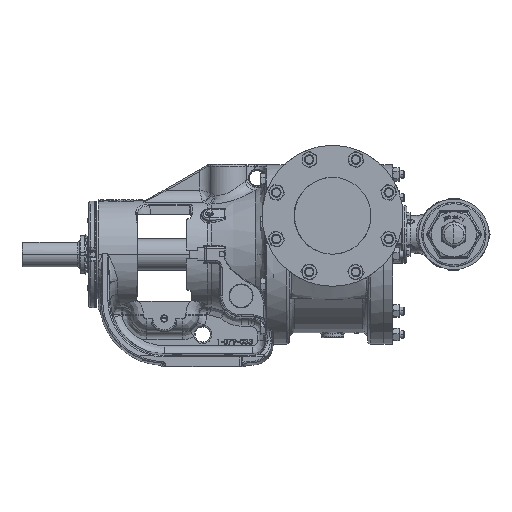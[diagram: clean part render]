
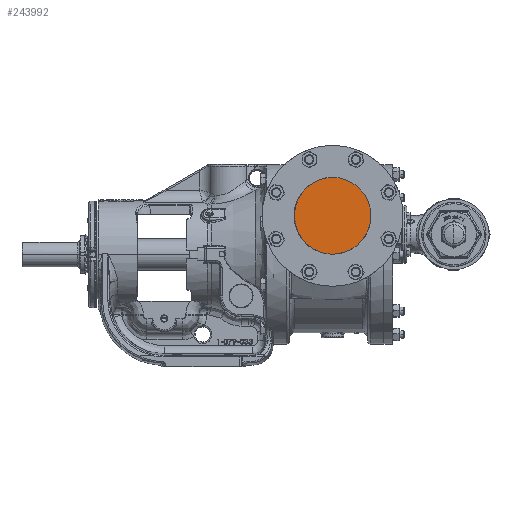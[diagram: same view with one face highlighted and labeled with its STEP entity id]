
A CAD part, top view. The second image highlights one B-rep face of the part: STEP entity #243992.
In plain terms, the highlighted planar face has unit normal (0, 0, 1).
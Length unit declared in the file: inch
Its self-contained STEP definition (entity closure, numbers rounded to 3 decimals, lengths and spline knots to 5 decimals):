
#7007 = CARTESIAN_POINT ( 'NONE',  ( 7.64, 2.89681, 8.75 ) ) ;
#12044 = CARTESIAN_POINT ( 'NONE',  ( 7.63277, 2.7903, 8.75 ) ) ;
#13042 = VERTEX_POINT ( 'NONE', #271612 ) ;
#13047 = CARTESIAN_POINT ( 'NONE',  ( 2.63269, 0.77083, 8.75 ) ) ;
#14452 = CARTESIAN_POINT ( 'NONE',  ( 2.64607, 0.75855, 8.75 ) ) ;
#15969 = CARTESIAN_POINT ( 'NONE',  ( 1.90857, 1.77038, 8.75 ) ) ;
#17781 = DIRECTION ( 'NONE',  ( 0., 0., 1. ) ) ;
#28305 = CARTESIAN_POINT ( 'NONE',  ( 2.63469, 5.23107, 8.75 ) ) ;
#45767 = CARTESIAN_POINT ( 'NONE',  ( 2.63554, 0.76817, 8.75 ) ) ;
#47152 = CARTESIAN_POINT ( 'NONE',  ( 2.64961, 0.75537, 8.75 ) ) ;
#48698 = CARTESIAN_POINT ( 'NONE',  ( 2.48225, 0.91352, 8.75 ) ) ;
#50317 = ORIENTED_EDGE ( 'NONE', *, *, #297126, .T. ) ;
#56963 = CARTESIAN_POINT ( 'NONE',  ( 4.64, 3., 8.75 ) ) ;
#58161 = FACE_OUTER_BOUND ( 'NONE', #257087, .T. ) ;
#63598 = VERTEX_POINT ( 'NONE', #119351 ) ;
#75301 = CIRCLE ( 'NONE', #140453, 3. ) ;
#76255 = CARTESIAN_POINT ( 'NONE',  ( 7.64, 3., 8.75 ) ) ;
#78621 = EDGE_CURVE ( 'NONE', #96287, #108133, #75301, .T. ) ;
#78626 = CARTESIAN_POINT ( 'NONE',  ( 2.63744, 0.76641, 8.75 ) ) ;
#84546 = VERTEX_POINT ( 'NONE', #375432 ) ;
#89780 = DIRECTION ( 'NONE',  ( 1., 0., 0. ) ) ;
#96287 = VERTEX_POINT ( 'NONE', #334339 ) ;
#105232 = DIRECTION ( 'NONE',  ( 0., 0., 1. ) ) ;
#108133 = VERTEX_POINT ( 'NONE', #259328 ) ;
#111347 = CARTESIAN_POINT ( 'NONE',  ( 2.63935, 0.76465, 8.75 ) ) ;
#112807 = DIRECTION ( 'NONE',  ( 0., 0., 1. ) ) ;
#112857 = CARTESIAN_POINT ( 'NONE',  ( 2.63469, 5.23107, 8.75 ) ) ;
#119351 = CARTESIAN_POINT ( 'NONE',  ( 7.63659, 2.83903, 8.75 ) ) ;
#122264 = EDGE_CURVE ( 'NONE', #289326, #277268, #228492, .T. ) ;
#125231 = CARTESIAN_POINT ( 'NONE',  ( 2.64181, 5.23769, 8.75 ) ) ;
#125504 = CARTESIAN_POINT ( 'NONE',  ( 4.64, 3., 8.75 ) ) ;
#128182 = CIRCLE ( 'NONE', #272518, 3. ) ;
#129609 = CARTESIAN_POINT ( 'NONE',  ( 7.63086, 2.76594, 8.75 ) ) ;
#136277 = B_SPLINE_CURVE_WITH_KNOTS ( 'NONE', 3,
 ( #402898, #175529, #13047, #240831, #45767, #273302, #78626, #306042, #111347, #338767, #144190, #371561, #176941, #404306, #209595, #14452, #242239, #47152, #274711 ),
 .UNSPECIFIED., .F., .F.,
 ( 4, 3, 3, 3, 3, 3, 4 ),
 ( 0., 0.0002, 0.0003, 0.0004, 0.00049, 0.00059, 0.00077 ),
 .UNSPECIFIED. ) ;
#140453 = AXIS2_PLACEMENT_3D ( 'NONE', #212924, #17781, #245546 ) ;
#144190 = CARTESIAN_POINT ( 'NONE',  ( 2.64126, 0.7629, 8.75 ) ) ;
#145224 = ORIENTED_EDGE ( 'NONE', *, *, #395661, .T. ) ;
#145714 = CARTESIAN_POINT ( 'NONE',  ( 2.21414, 4.77652, 8.75 ) ) ;
#147379 = CARTESIAN_POINT ( 'NONE',  ( 7.63086, 2.76594, 8.75 ) ) ;
#150299 = EDGE_CURVE ( 'NONE', #63598, #13042, #151754, .T. ) ;
#151754 = B_SPLINE_CURVE_WITH_KNOTS ( 'NONE', 3,
 ( #396854, #202217, #7007, #234774 ),
 .UNSPECIFIED., .F., .F.,
 ( 4, 4 ),
 ( 0., 1. ),
 .UNSPECIFIED. ) ;
#156561 = CARTESIAN_POINT ( 'NONE',  ( 2.62892, 0.77439, 8.75 ) ) ;
#158356 = DIRECTION ( 'NONE',  ( 0., -1., 0. ) ) ;
#163023 = EDGE_CURVE ( 'NONE', #108133, #232664, #128182, .T. ) ;
#165889 = AXIS2_PLACEMENT_3D ( 'NONE', #299917, #105232, #332643 ) ;
#166027 = EDGE_CURVE ( 'NONE', #360464, #333238, #136277, .T. ) ;
#169681 = ORIENTED_EDGE ( 'NONE', *, *, #166027, .T. ) ;
#175529 = CARTESIAN_POINT ( 'NONE',  ( 2.6308, 0.7726, 8.75 ) ) ;
#176941 = CARTESIAN_POINT ( 'NONE',  ( 2.64318, 0.76116, 8.75 ) ) ;
#178041 = ORIENTED_EDGE ( 'NONE', *, *, #321348, .T. ) ;
#178472 = CARTESIAN_POINT ( 'NONE',  ( 1.71892, 3.6282, 8.75 ) ) ;
#180120 = CARTESIAN_POINT ( 'NONE',  ( 7.63468, 2.81467, 8.75 ) ) ;
#190818 = CARTESIAN_POINT ( 'NONE',  ( 2.64544, 5.24092, 8.75 ) ) ;
#202217 = CARTESIAN_POINT ( 'NONE',  ( 7.63886, 2.86791, 8.75 ) ) ;
#209595 = CARTESIAN_POINT ( 'NONE',  ( 2.6451, 0.75942, 8.75 ) ) ;
#211125 = CARTESIAN_POINT ( 'NONE',  ( 1.71892, 2.3718, 8.75 ) ) ;
#212924 = CARTESIAN_POINT ( 'NONE',  ( 4.64, 3., 8.75 ) ) ;
#215142 = ORIENTED_EDGE ( 'NONE', *, *, #224408, .T. ) ;
#217957 = PLANE ( 'NONE',  #254027 ) ;
#223398 = CARTESIAN_POINT ( 'NONE',  ( 2.63823, 5.23441, 8.75 ) ) ;
#224408 = EDGE_CURVE ( 'NONE', #277268, #63598, #358415, .T. ) ;
#228492 = CIRCLE ( 'NONE', #390547, 3. ) ;
#232664 = VERTEX_POINT ( 'NONE', #250892 ) ;
#234774 = CARTESIAN_POINT ( 'NONE',  ( 7.64, 2.92575, 8.75 ) ) ;
#240831 = CARTESIAN_POINT ( 'NONE',  ( 2.63459, 0.76906, 8.75 ) ) ;
#242239 = CARTESIAN_POINT ( 'NONE',  ( 2.64783, 0.75696, 8.75 ) ) ;
#242370 = CARTESIAN_POINT ( 'NONE',  ( 2.48574, 5.09052, 8.75 ) ) ;
#243760 = CARTESIAN_POINT ( 'NONE',  ( 2.21283, 1.22582, 8.75 ) ) ;
#243992 = ADVANCED_FACE ( 'NONE', ( #58161 ), #217957, .T. ) ;
#245546 = DIRECTION ( 'NONE',  ( 0., -1., 0. ) ) ;
#248422 = CARTESIAN_POINT ( 'NONE',  ( 2.65139, 0.7538, 8.75 ) ) ;
#250892 = CARTESIAN_POINT ( 'NONE',  ( 2.64544, 5.24092, 8.75 ) ) ;
#254027 = AXIS2_PLACEMENT_3D ( 'NONE', #56963, #284492, #89780 ) ;
#257087 = EDGE_LOOP ( 'NONE', ( #169681, #257961, #409289, #215142, #271293, #145224, #362209, #270964, #50317, #178041 ) ) ;
#257961 = ORIENTED_EDGE ( 'NONE', *, *, #357031, .T. ) ;
#259328 = CARTESIAN_POINT ( 'NONE',  ( 4.64, 6., 8.75 ) ) ;
#270964 = ORIENTED_EDGE ( 'NONE', *, *, #163023, .T. ) ;
#271293 = ORIENTED_EDGE ( 'NONE', *, *, #150299, .T. ) ;
#271612 = CARTESIAN_POINT ( 'NONE',  ( 7.64, 2.92575, 8.75 ) ) ;
#272518 = AXIS2_PLACEMENT_3D ( 'NONE', #307492, #112807, #340264 ) ;
#273302 = CARTESIAN_POINT ( 'NONE',  ( 2.63649, 0.76729, 8.75 ) ) ;
#274711 = CARTESIAN_POINT ( 'NONE',  ( 2.65139, 0.7538, 8.75 ) ) ;
#276230 = CARTESIAN_POINT ( 'NONE',  ( 2.62892, 0.77439, 8.75 ) ) ;
#277268 = VERTEX_POINT ( 'NONE', #129609 ) ;
#284492 = DIRECTION ( 'NONE',  ( 0., 0., 1. ) ) ;
#288730 = CIRCLE ( 'NONE', #165889, 3. ) ;
#289326 = VERTEX_POINT ( 'NONE', #330682 ) ;
#297126 = EDGE_CURVE ( 'NONE', #232664, #84546, #345554, .T. ) ;
#299917 = CARTESIAN_POINT ( 'NONE',  ( 4.64, 3., 8.75 ) ) ;
#303665 = DIRECTION ( 'NONE',  ( 0., 1., 0. ) ) ;
#306042 = CARTESIAN_POINT ( 'NONE',  ( 2.63839, 0.76553, 8.75 ) ) ;
#307492 = CARTESIAN_POINT ( 'NONE',  ( 4.64, 3., 8.75 ) ) ;
#321348 = EDGE_CURVE ( 'NONE', #84546, #360464, #340373, .T. ) ;
#329853 = LINE ( 'NONE', #76255, #406332 ) ;
#330682 = CARTESIAN_POINT ( 'NONE',  ( 4.64, 0., 8.75 ) ) ;
#332643 = DIRECTION ( 'NONE',  ( 0., -1., 0. ) ) ;
#333238 = VERTEX_POINT ( 'NONE', #248422 ) ;
#334339 = CARTESIAN_POINT ( 'NONE',  ( 7.64, 3., 8.75 ) ) ;
#338767 = CARTESIAN_POINT ( 'NONE',  ( 2.6403, 0.76378, 8.75 ) ) ;
#340264 = DIRECTION ( 'NONE',  ( 0., -1., 0. ) ) ;
#340373 = B_SPLINE_CURVE_WITH_KNOTS ( 'NONE', 3,
 ( #112857, #242370, #145714, #373077, #178472, #405867, #211125, #15969, #243760, #48698, #276230 ),
 .UNSPECIFIED., .F., .F.,
 ( 4, 1, 1, 1, 1, 1, 1, 1, 4 ),
 ( 0., 0.01556, 0.03129, 0.04703, 0.06277, 0.07851, 0.09425, 0.10999, 0.12535 ),
 .UNSPECIFIED. ) ;
#345554 = B_SPLINE_CURVE_WITH_KNOTS ( 'NONE', 3,
 ( #190818, #125231, #223398, #28305 ),
 .UNSPECIFIED., .F., .F.,
 ( 4, 4 ),
 ( 0., 1. ),
 .UNSPECIFIED. ) ;
#352888 = DIRECTION ( 'NONE',  ( 0., 0., 1. ) ) ;
#357031 = EDGE_CURVE ( 'NONE', #333238, #289326, #288730, .T. ) ;
#358415 = B_SPLINE_CURVE_WITH_KNOTS ( 'NONE', 3,
 ( #147379, #12044, #180120, #407513 ),
 .UNSPECIFIED., .F., .F.,
 ( 4, 4 ),
 ( 0., 1. ),
 .UNSPECIFIED. ) ;
#360464 = VERTEX_POINT ( 'NONE', #156561 ) ;
#362209 = ORIENTED_EDGE ( 'NONE', *, *, #78621, .T. ) ;
#371561 = CARTESIAN_POINT ( 'NONE',  ( 2.64222, 0.76203, 8.75 ) ) ;
#373077 = CARTESIAN_POINT ( 'NONE',  ( 1.90857, 4.22962, 8.75 ) ) ;
#375432 = CARTESIAN_POINT ( 'NONE',  ( 2.63469, 5.23107, 8.75 ) ) ;
#390547 = AXIS2_PLACEMENT_3D ( 'NONE', #125504, #352888, #158356 ) ;
#395661 = EDGE_CURVE ( 'NONE', #13042, #96287, #329853, .T. ) ;
#396854 = CARTESIAN_POINT ( 'NONE',  ( 7.63659, 2.83903, 8.75 ) ) ;
#402898 = CARTESIAN_POINT ( 'NONE',  ( 2.62892, 0.77439, 8.75 ) ) ;
#404306 = CARTESIAN_POINT ( 'NONE',  ( 2.64414, 0.76029, 8.75 ) ) ;
#405867 = CARTESIAN_POINT ( 'NONE',  ( 1.65476, 3., 8.75 ) ) ;
#406332 = VECTOR ( 'NONE', #303665, 39.37008 ) ;
#407513 = CARTESIAN_POINT ( 'NONE',  ( 7.63659, 2.83903, 8.75 ) ) ;
#409289 = ORIENTED_EDGE ( 'NONE', *, *, #122264, .T. ) ;
